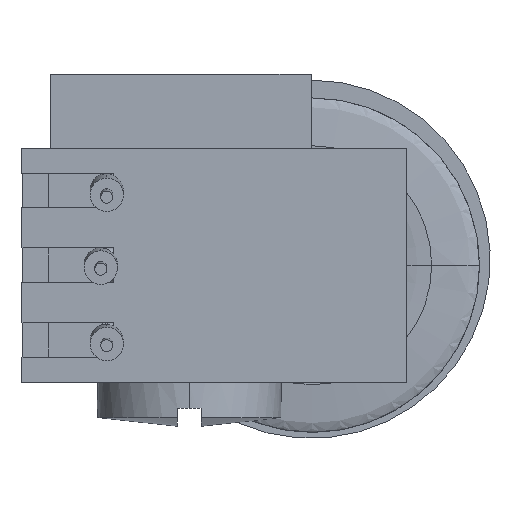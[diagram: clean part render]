
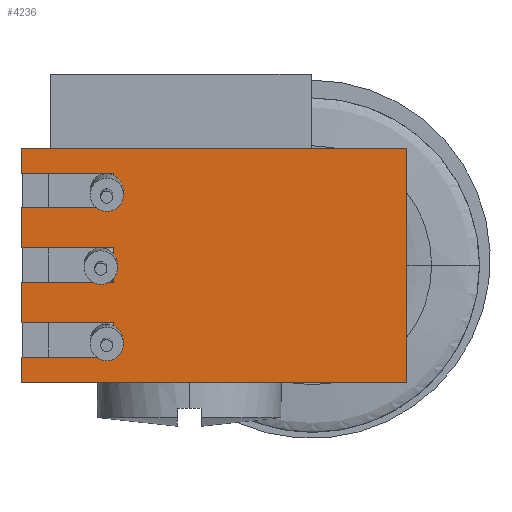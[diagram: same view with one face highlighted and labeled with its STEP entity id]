
A CAD part, left-side view. The second image highlights one B-rep face of the part: STEP entity #4236.
In plain terms, the highlighted planar face has unit normal (-1, 0, 0).
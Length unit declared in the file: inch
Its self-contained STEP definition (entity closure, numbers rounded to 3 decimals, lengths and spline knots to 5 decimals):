
#164=DIRECTION('',(0.,-1.,0.));
#165=VECTOR('',#164,0.322);
#166=CARTESIAN_POINT('',(-0.188,0.151,0.098));
#167=LINE('',#166,#165);
#222=DIRECTION('',(0.,0.,1.));
#223=VECTOR('',#222,0.196);
#224=CARTESIAN_POINT('',(-0.188,-0.171,-0.098));
#225=LINE('',#224,#223);
#491=CARTESIAN_POINT('',(-0.188,0.074,0.04936));
#492=CARTESIAN_POINT('',(-0.188,0.07289,0.04989));
#493=CARTESIAN_POINT('',(-0.188,0.07131,0.05094));
#494=CARTESIAN_POINT('',(-0.188,0.06907,0.05305));
#495=CARTESIAN_POINT('',(-0.188,0.06735,0.05568));
#496=CARTESIAN_POINT('',(-0.188,0.06623,0.05885));
#497=CARTESIAN_POINT('',(-0.188,0.06588,0.06201));
#498=CARTESIAN_POINT('',(-0.188,0.06623,0.06517));
#499=CARTESIAN_POINT('',(-0.188,0.06735,0.06834));
#500=CARTESIAN_POINT('',(-0.188,0.06907,0.07097));
#501=CARTESIAN_POINT('',(-0.188,0.07131,0.07308));
#502=CARTESIAN_POINT('',(-0.188,0.07289,0.07413));
#503=CARTESIAN_POINT('',(-0.188,0.074,0.07466));
#505=DIRECTION('',(0.,0.,1.));
#506=VECTOR('',#505,0.00234);
#507=CARTESIAN_POINT('',(-0.188,0.074,0.07466));
#508=LINE('',#507,#506);
#509=DIRECTION('',(0.,-1.,0.));
#510=VECTOR('',#509,0.077);
#511=CARTESIAN_POINT('',(-0.188,0.151,0.077));
#512=LINE('',#511,#510);
#513=DIRECTION('',(0.,0.,1.));
#514=VECTOR('',#513,0.021);
#515=CARTESIAN_POINT('',(-0.188,0.151,0.077));
#516=LINE('',#515,#514);
#517=DIRECTION('',(0.,0.,1.));
#518=VECTOR('',#517,0.021);
#519=CARTESIAN_POINT('',(-0.188,0.151,-0.098));
#520=LINE('',#519,#518);
#521=DIRECTION('',(0.,-1.,0.));
#522=VECTOR('',#521,0.06619);
#523=CARTESIAN_POINT('',(-0.188,0.151,-0.077));
#524=LINE('',#523,#522);
#525=CARTESIAN_POINT('',(-0.188,0.08481,-0.077));
#526=CARTESIAN_POINT('',(-0.188,0.08326,-0.07757));
#527=CARTESIAN_POINT('',(-0.188,0.08165,-0.07785));
#528=CARTESIAN_POINT('',(-0.188,0.08,-0.07785));
#530=CARTESIAN_POINT('',(-0.188,0.08,-0.07785));
#531=CARTESIAN_POINT('',(-0.188,0.07835,-0.07785));
#532=CARTESIAN_POINT('',(-0.188,0.07674,-0.07757));
#533=CARTESIAN_POINT('',(-0.188,0.07519,-0.077));
#535=DIRECTION('',(0.,-1.,0.));
#536=VECTOR('',#535,0.00119);
#537=CARTESIAN_POINT('',(-0.188,0.07519,-0.077));
#538=LINE('',#537,#536);
#539=DIRECTION('',(0.,0.,1.));
#540=VECTOR('',#539,0.0005);
#541=CARTESIAN_POINT('',(-0.188,0.074,-0.077));
#542=LINE('',#541,#540);
#543=CARTESIAN_POINT('',(-0.188,0.074,-0.0765));
#544=CARTESIAN_POINT('',(-0.188,0.07289,-0.07597));
#545=CARTESIAN_POINT('',(-0.188,0.07131,-0.07492));
#546=CARTESIAN_POINT('',(-0.188,0.06907,-0.07281));
#547=CARTESIAN_POINT('',(-0.188,0.06735,-0.07018));
#548=CARTESIAN_POINT('',(-0.188,0.06623,-0.06701));
#549=CARTESIAN_POINT('',(-0.188,0.06588,-0.06385));
#550=CARTESIAN_POINT('',(-0.188,0.06623,-0.06069));
#551=CARTESIAN_POINT('',(-0.188,0.06735,-0.05753));
#552=CARTESIAN_POINT('',(-0.188,0.06907,-0.05489));
#553=CARTESIAN_POINT('',(-0.188,0.07131,-0.05278));
#554=CARTESIAN_POINT('',(-0.188,0.07289,-0.05173));
#555=CARTESIAN_POINT('',(-0.188,0.074,-0.0512));
#557=DIRECTION('',(0.,0.,1.));
#558=VECTOR('',#557,0.0032);
#559=CARTESIAN_POINT('',(-0.188,0.074,-0.0512));
#560=LINE('',#559,#558);
#561=DIRECTION('',(0.,-1.,0.));
#562=VECTOR('',#561,0.077);
#563=CARTESIAN_POINT('',(-0.188,0.151,-0.048));
#564=LINE('',#563,#562);
#565=DIRECTION('',(0.,0.,1.));
#566=VECTOR('',#565,0.0335);
#567=CARTESIAN_POINT('',(-0.188,0.151,-0.048));
#568=LINE('',#567,#566);
#569=DIRECTION('',(0.,-1.,0.));
#570=VECTOR('',#569,0.077);
#571=CARTESIAN_POINT('',(-0.188,0.151,-0.0145));
#572=LINE('',#571,#570);
#573=DIRECTION('',(0.,0.,1.));
#574=VECTOR('',#573,0.00582);
#575=CARTESIAN_POINT('',(-0.188,0.074,-0.0145));
#576=LINE('',#575,#574);
#577=CARTESIAN_POINT('',(-0.188,0.074,-0.00868));
#578=CARTESIAN_POINT('',(-0.188,0.07286,-0.00723));
#579=CARTESIAN_POINT('',(-0.188,0.07144,-0.00435));
#580=CARTESIAN_POINT('',(-0.188,0.07078,-0.00002));
#581=CARTESIAN_POINT('',(-0.188,0.07144,0.00431));
#582=CARTESIAN_POINT('',(-0.188,0.07286,0.0072));
#583=CARTESIAN_POINT('',(-0.188,0.074,0.00864));
#585=DIRECTION('',(0.,0.,1.));
#586=VECTOR('',#585,0.00586);
#587=CARTESIAN_POINT('',(-0.188,0.074,0.00864));
#588=LINE('',#587,#586);
#589=DIRECTION('',(0.,-1.,0.));
#590=VECTOR('',#589,0.077);
#591=CARTESIAN_POINT('',(-0.188,0.151,0.0145));
#592=LINE('',#591,#590);
#593=DIRECTION('',(0.,0.,1.));
#594=VECTOR('',#593,0.0335);
#595=CARTESIAN_POINT('',(-0.188,0.151,0.0145));
#596=LINE('',#595,#594);
#597=DIRECTION('',(0.,-1.,0.));
#598=VECTOR('',#597,0.077);
#599=CARTESIAN_POINT('',(-0.188,0.151,0.048));
#600=LINE('',#599,#598);
#601=DIRECTION('',(0.,0.,1.));
#602=VECTOR('',#601,0.00136);
#603=CARTESIAN_POINT('',(-0.188,0.074,0.048));
#604=LINE('',#603,#602);
#728=DIRECTION('',(0.,-1.,0.));
#729=VECTOR('',#728,0.322);
#730=CARTESIAN_POINT('',(-0.188,0.151,-0.098));
#731=LINE('',#730,#729);
#3253=CARTESIAN_POINT('',(-0.188,0.151,-0.098));
#3254=CARTESIAN_POINT('',(-0.188,-0.171,-0.098));
#3255=VERTEX_POINT('',#3253);
#3256=VERTEX_POINT('',#3254);
#3261=CARTESIAN_POINT('',(-0.188,0.151,0.098));
#3262=CARTESIAN_POINT('',(-0.188,-0.171,0.098));
#3263=VERTEX_POINT('',#3261);
#3264=VERTEX_POINT('',#3262);
#3357=CARTESIAN_POINT('',(-0.188,0.074,-0.048));
#3359=VERTEX_POINT('',#3357);
#3362=CARTESIAN_POINT('',(-0.188,0.074,-0.0145));
#3364=VERTEX_POINT('',#3362);
#3365=CARTESIAN_POINT('',(-0.188,0.074,0.0145));
#3367=VERTEX_POINT('',#3365);
#3370=CARTESIAN_POINT('',(-0.188,0.074,0.048));
#3372=VERTEX_POINT('',#3370);
#3373=CARTESIAN_POINT('',(-0.188,0.151,-0.048));
#3374=VERTEX_POINT('',#3373);
#3375=CARTESIAN_POINT('',(-0.188,0.151,-0.0145));
#3376=VERTEX_POINT('',#3375);
#3377=CARTESIAN_POINT('',(-0.188,0.151,0.0145));
#3378=VERTEX_POINT('',#3377);
#3379=CARTESIAN_POINT('',(-0.188,0.151,0.048));
#3380=VERTEX_POINT('',#3379);
#3381=CARTESIAN_POINT('',(-0.188,0.151,0.077));
#3382=CARTESIAN_POINT('',(-0.188,0.074,0.077));
#3383=VERTEX_POINT('',#3381);
#3384=VERTEX_POINT('',#3382);
#3385=CARTESIAN_POINT('',(-0.188,0.151,-0.077));
#3386=VERTEX_POINT('',#3385);
#3388=CARTESIAN_POINT('',(-0.188,0.074,-0.077));
#3390=VERTEX_POINT('',#3388);
#3485=VERTEX_POINT('',#525);
#3486=VERTEX_POINT('',#528);
#3487=VERTEX_POINT('',#533);
#3488=VERTEX_POINT('',#543);
#3489=VERTEX_POINT('',#555);
#3511=VERTEX_POINT('',#577);
#3512=VERTEX_POINT('',#583);
#3538=VERTEX_POINT('',#491);
#3539=VERTEX_POINT('',#503);
#4183=CARTESIAN_POINT('',(-0.188,0.151,-0.098));
#4184=DIRECTION('',(-1.,0.,0.));
#4185=DIRECTION('',(0.,-1.,0.));
#4186=AXIS2_PLACEMENT_3D('',#4183,#4184,#4185);
#4187=PLANE('',#4186);
#4188=ORIENTED_EDGE('',*,*,#4167,.T.);
#4190=ORIENTED_EDGE('',*,*,#4189,.T.);
#4192=ORIENTED_EDGE('',*,*,#4191,.F.);
#4194=ORIENTED_EDGE('',*,*,#4193,.T.);
#4195=ORIENTED_EDGE('',*,*,#3794,.T.);
#4196=ORIENTED_EDGE('',*,*,#3871,.F.);
#4198=ORIENTED_EDGE('',*,*,#4197,.F.);
#4200=ORIENTED_EDGE('',*,*,#4199,.T.);
#4202=ORIENTED_EDGE('',*,*,#4201,.T.);
#4204=ORIENTED_EDGE('',*,*,#4203,.T.);
#4206=ORIENTED_EDGE('',*,*,#4205,.T.);
#4208=ORIENTED_EDGE('',*,*,#4207,.T.);
#4210=ORIENTED_EDGE('',*,*,#4209,.T.);
#4212=ORIENTED_EDGE('',*,*,#4211,.T.);
#4214=ORIENTED_EDGE('',*,*,#4213,.T.);
#4216=ORIENTED_EDGE('',*,*,#4215,.F.);
#4218=ORIENTED_EDGE('',*,*,#4217,.T.);
#4220=ORIENTED_EDGE('',*,*,#4219,.T.);
#4222=ORIENTED_EDGE('',*,*,#4221,.T.);
#4224=ORIENTED_EDGE('',*,*,#4223,.T.);
#4226=ORIENTED_EDGE('',*,*,#4225,.T.);
#4228=ORIENTED_EDGE('',*,*,#4227,.F.);
#4230=ORIENTED_EDGE('',*,*,#4229,.T.);
#4231=ORIENTED_EDGE('',*,*,#4069,.T.);
#4233=ORIENTED_EDGE('',*,*,#4232,.T.);
#4234=EDGE_LOOP('',(#4188,#4190,#4192,#4194,#4195,#4196,#4198,#4200,#4202,#4204,
#4206,#4208,#4210,#4212,#4214,#4216,#4218,#4220,#4222,#4224,#4226,#4228,#4230,
#4231,#4233));
#4235=FACE_OUTER_BOUND('',#4234,.F.);
#4236=ADVANCED_FACE('',(#4235),#4187,.T.);
#504=B_SPLINE_CURVE_WITH_KNOTS('',3,(#491,#492,#493,#494,#495,#496,#497,#498,
#499,#500,#501,#502,#503),.UNSPECIFIED.,.F.,.F.,(4,1,1,1,1,1,1,1,1,1,4),(0.,
0.0625,0.125,0.25,0.375,0.5,0.625,0.75,0.875,0.9375,1.),
.UNSPECIFIED.);
#529=B_SPLINE_CURVE_WITH_KNOTS('',3,(#525,#526,#527,#528),.UNSPECIFIED.,.F.,.F.,
(4,4),(0.,1.),.UNSPECIFIED.);
#534=B_SPLINE_CURVE_WITH_KNOTS('',3,(#530,#531,#532,#533),.UNSPECIFIED.,.F.,.F.,
(4,4),(0.,1.),.UNSPECIFIED.);
#556=B_SPLINE_CURVE_WITH_KNOTS('',3,(#543,#544,#545,#546,#547,#548,#549,#550,
#551,#552,#553,#554,#555),.UNSPECIFIED.,.F.,.F.,(4,1,1,1,1,1,1,1,1,1,4),(0.,
0.0625,0.125,0.25,0.375,0.5,0.625,0.75,0.875,0.9375,1.),
.UNSPECIFIED.);
#584=B_SPLINE_CURVE_WITH_KNOTS('',3,(#577,#578,#579,#580,#581,#582,#583),
.UNSPECIFIED.,.F.,.F.,(4,1,1,1,4),(0.,0.25,0.5,0.75,1.),
.UNSPECIFIED.);
#3794=EDGE_CURVE('',#3263,#3264,#167,.T.);
#3871=EDGE_CURVE('',#3256,#3264,#225,.T.);
#4069=EDGE_CURVE('',#3380,#3372,#600,.T.);
#4167=EDGE_CURVE('',#3538,#3539,#504,.T.);
#4189=EDGE_CURVE('',#3539,#3384,#508,.T.);
#4191=EDGE_CURVE('',#3383,#3384,#512,.T.);
#4193=EDGE_CURVE('',#3383,#3263,#516,.T.);
#4197=EDGE_CURVE('',#3255,#3256,#731,.T.);
#4199=EDGE_CURVE('',#3255,#3386,#520,.T.);
#4201=EDGE_CURVE('',#3386,#3485,#524,.T.);
#4203=EDGE_CURVE('',#3485,#3486,#529,.T.);
#4205=EDGE_CURVE('',#3486,#3487,#534,.T.);
#4207=EDGE_CURVE('',#3487,#3390,#538,.T.);
#4209=EDGE_CURVE('',#3390,#3488,#542,.T.);
#4211=EDGE_CURVE('',#3488,#3489,#556,.T.);
#4213=EDGE_CURVE('',#3489,#3359,#560,.T.);
#4215=EDGE_CURVE('',#3374,#3359,#564,.T.);
#4217=EDGE_CURVE('',#3374,#3376,#568,.T.);
#4219=EDGE_CURVE('',#3376,#3364,#572,.T.);
#4221=EDGE_CURVE('',#3364,#3511,#576,.T.);
#4223=EDGE_CURVE('',#3511,#3512,#584,.T.);
#4225=EDGE_CURVE('',#3512,#3367,#588,.T.);
#4227=EDGE_CURVE('',#3378,#3367,#592,.T.);
#4229=EDGE_CURVE('',#3378,#3380,#596,.T.);
#4232=EDGE_CURVE('',#3372,#3538,#604,.T.);
